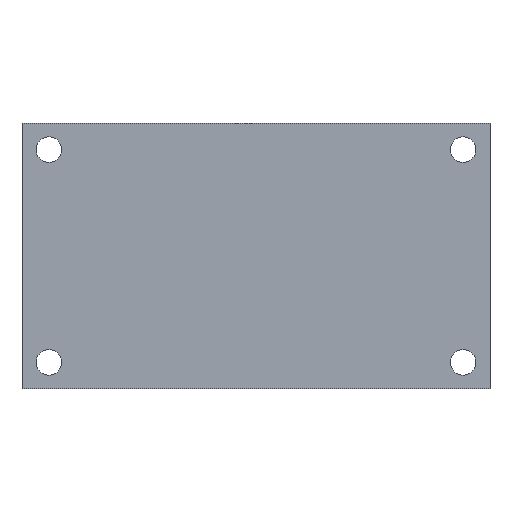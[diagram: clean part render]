
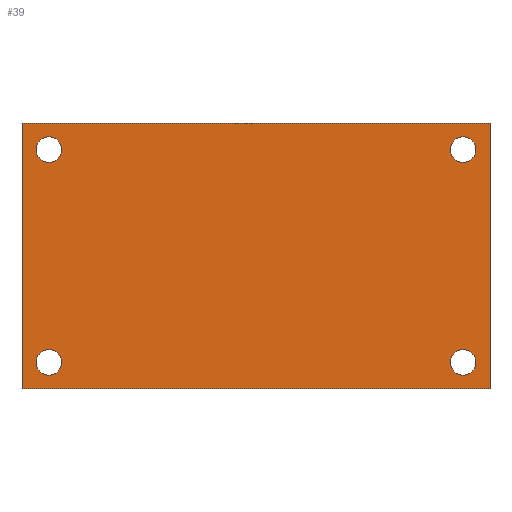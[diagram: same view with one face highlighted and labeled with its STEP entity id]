
A CAD part, front view. The second image highlights one B-rep face of the part: STEP entity #39.
In plain terms, the highlighted planar face has unit normal (0, -1, 0).
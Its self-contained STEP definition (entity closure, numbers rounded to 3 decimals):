
#7 = AXIS2_PLACEMENT_3D ( 'NONE', #674, #524, #171 ) ;
#30 = PLANE ( 'NONE',  #604 ) ;
#32 = DIRECTION ( 'NONE',  ( 0., -1., 0. ) ) ;
#35 = LINE ( 'NONE', #588, #349 ) ;
#39 = ADVANCED_FACE ( 'NONE', ( #83, #79, #203, #319, #479 ), #30, .T. ) ;
#43 = DIRECTION ( 'NONE',  ( 0., 0., -1. ) ) ;
#47 = DIRECTION ( 'NONE',  ( 0., 0., -1. ) ) ;
#50 = CARTESIAN_POINT ( 'NONE',  ( 29.2, -2., -16.8 ) ) ;
#56 = CARTESIAN_POINT ( 'NONE',  ( -29.2, -2., 16.8 ) ) ;
#57 = ORIENTED_EDGE ( 'NONE', *, *, #684, .F. ) ;
#59 = DIRECTION ( 'NONE',  ( -1., 0., 0. ) ) ;
#64 = CARTESIAN_POINT ( 'NONE',  ( 33., -2., 18.75 ) ) ;
#79 = FACE_BOUND ( 'NONE', #686, .T. ) ;
#81 = VERTEX_POINT ( 'NONE', #533 ) ;
#82 = DIRECTION ( 'NONE',  ( 1., 0., 0. ) ) ;
#83 = FACE_BOUND ( 'NONE', #512, .T. ) ;
#94 = CARTESIAN_POINT ( 'NONE',  ( -29.2, -2., 15. ) ) ;
#97 = CARTESIAN_POINT ( 'NONE',  ( -29.2, -2., -13.2 ) ) ;
#103 = DIRECTION ( 'NONE',  ( 0., -1., 0. ) ) ;
#139 = VERTEX_POINT ( 'NONE', #56 ) ;
#152 = VERTEX_POINT ( 'NONE', #269 ) ;
#162 = CARTESIAN_POINT ( 'NONE',  ( -33., -2., 18.75 ) ) ;
#168 = DIRECTION ( 'NONE',  ( 0., -1., 0. ) ) ;
#171 = DIRECTION ( 'NONE',  ( 0., 0., -1. ) ) ;
#173 = EDGE_CURVE ( 'NONE', #152, #139, #474, .T. ) ;
#180 = ORIENTED_EDGE ( 'NONE', *, *, #585, .F. ) ;
#186 = EDGE_CURVE ( 'NONE', #139, #152, #553, .T. ) ;
#198 = DIRECTION ( 'NONE',  ( 0., 0., -1. ) ) ;
#200 = CIRCLE ( 'NONE', #383, 1.8 ) ;
#203 = FACE_BOUND ( 'NONE', #320, .T. ) ;
#207 = EDGE_CURVE ( 'NONE', #650, #470, #507, .T. ) ;
#209 = DIRECTION ( 'NONE',  ( 0., 0., -1. ) ) ;
#214 = CARTESIAN_POINT ( 'NONE',  ( 29.2, -2., 13.2 ) ) ;
#218 = DIRECTION ( 'NONE',  ( 0., -1., 0. ) ) ;
#224 = EDGE_LOOP ( 'NONE', ( #563, #291 ) ) ;
#228 = AXIS2_PLACEMENT_3D ( 'NONE', #94, #330, #43 ) ;
#240 = ORIENTED_EDGE ( 'NONE', *, *, #186, .F. ) ;
#245 = CARTESIAN_POINT ( 'NONE',  ( -29.2, -2., -16.8 ) ) ;
#255 = CARTESIAN_POINT ( 'NONE',  ( 29.2, -2., -15. ) ) ;
#256 = DIRECTION ( 'NONE',  ( 0., -1., 0. ) ) ;
#264 = CARTESIAN_POINT ( 'NONE',  ( -33., -2., -18.75 ) ) ;
#265 = CIRCLE ( 'NONE', #7, 1.8 ) ;
#269 = CARTESIAN_POINT ( 'NONE',  ( -29.2, -2., 13.2 ) ) ;
#272 = DIRECTION ( 'NONE',  ( 0., 0., -1. ) ) ;
#291 = ORIENTED_EDGE ( 'NONE', *, *, #207, .F. ) ;
#293 = AXIS2_PLACEMENT_3D ( 'NONE', #555, #103, #47 ) ;
#300 = CIRCLE ( 'NONE', #647, 1.8 ) ;
#304 = AXIS2_PLACEMENT_3D ( 'NONE', #337, #168, #613 ) ;
#305 = EDGE_CURVE ( 'NONE', #443, #705, #469, .T. ) ;
#319 = FACE_BOUND ( 'NONE', #224, .T. ) ;
#320 = EDGE_LOOP ( 'NONE', ( #556, #702 ) ) ;
#325 = CARTESIAN_POINT ( 'NONE',  ( -29.2, -2., -15. ) ) ;
#330 = DIRECTION ( 'NONE',  ( 0., -1., 0. ) ) ;
#337 = CARTESIAN_POINT ( 'NONE',  ( 29.2, -2., 15. ) ) ;
#340 = DIRECTION ( 'NONE',  ( 0., 0., -1. ) ) ;
#349 = VECTOR ( 'NONE', #363, 1000. ) ;
#350 = CARTESIAN_POINT ( 'NONE',  ( -33., -2., -18.75 ) ) ;
#359 = AXIS2_PLACEMENT_3D ( 'NONE', #365, #32, #198 ) ;
#363 = DIRECTION ( 'NONE',  ( 0., 0., 1. ) ) ;
#365 = CARTESIAN_POINT ( 'NONE',  ( 29.2, -2., -15. ) ) ;
#372 = CARTESIAN_POINT ( 'NONE',  ( 29.2, -2., 16.8 ) ) ;
#381 = ORIENTED_EDGE ( 'NONE', *, *, #305, .F. ) ;
#382 = AXIS2_PLACEMENT_3D ( 'NONE', #255, #582, #643 ) ;
#383 = AXIS2_PLACEMENT_3D ( 'NONE', #325, #218, #209 ) ;
#388 = CARTESIAN_POINT ( 'NONE',  ( 29.2, -2., 15. ) ) ;
#418 = EDGE_CURVE ( 'NONE', #717, #609, #265, .T. ) ;
#420 = CIRCLE ( 'NONE', #359, 1.8 ) ;
#421 = VERTEX_POINT ( 'NONE', #64 ) ;
#443 = VERTEX_POINT ( 'NONE', #646 ) ;
#464 = EDGE_CURVE ( 'NONE', #81, #630, #694, .T. ) ;
#469 = LINE ( 'NONE', #350, #496 ) ;
#470 = VERTEX_POINT ( 'NONE', #372 ) ;
#474 = CIRCLE ( 'NONE', #293, 1.8 ) ;
#478 = VECTOR ( 'NONE', #82, 1000. ) ;
#479 = FACE_OUTER_BOUND ( 'NONE', #614, .T. ) ;
#483 = EDGE_CURVE ( 'NONE', #705, #725, #35, .T. ) ;
#486 = ORIENTED_EDGE ( 'NONE', *, *, #418, .F. ) ;
#496 = VECTOR ( 'NONE', #59, 1000. ) ;
#497 = CARTESIAN_POINT ( 'NONE',  ( 33., -2., 18.75 ) ) ;
#507 = CIRCLE ( 'NONE', #304, 1.8 ) ;
#512 = EDGE_LOOP ( 'NONE', ( #240, #578 ) ) ;
#513 = VECTOR ( 'NONE', #340, 1000. ) ;
#524 = DIRECTION ( 'NONE',  ( 0., -1., 0. ) ) ;
#533 = CARTESIAN_POINT ( 'NONE',  ( 29.2, -2., -13.2 ) ) ;
#541 = DIRECTION ( 'NONE',  ( 0., 0., -1. ) ) ;
#545 = CARTESIAN_POINT ( 'NONE',  ( 0., -2., 0. ) ) ;
#553 = CIRCLE ( 'NONE', #228, 1.8 ) ;
#555 = CARTESIAN_POINT ( 'NONE',  ( -29.2, -2., 15. ) ) ;
#556 = ORIENTED_EDGE ( 'NONE', *, *, #464, .F. ) ;
#557 = LINE ( 'NONE', #497, #513 ) ;
#559 = EDGE_CURVE ( 'NONE', #630, #81, #420, .T. ) ;
#563 = ORIENTED_EDGE ( 'NONE', *, *, #648, .F. ) ;
#567 = ORIENTED_EDGE ( 'NONE', *, *, #483, .F. ) ;
#578 = ORIENTED_EDGE ( 'NONE', *, *, #173, .F. ) ;
#582 = DIRECTION ( 'NONE',  ( 0., -1., 0. ) ) ;
#585 = EDGE_CURVE ( 'NONE', #725, #421, #586, .T. ) ;
#586 = LINE ( 'NONE', #699, #478 ) ;
#588 = CARTESIAN_POINT ( 'NONE',  ( -33., -2., 18.75 ) ) ;
#601 = DIRECTION ( 'NONE',  ( 0., -1., 0. ) ) ;
#604 = AXIS2_PLACEMENT_3D ( 'NONE', #545, #256, #541 ) ;
#609 = VERTEX_POINT ( 'NONE', #245 ) ;
#613 = DIRECTION ( 'NONE',  ( 0., 0., -1. ) ) ;
#614 = EDGE_LOOP ( 'NONE', ( #645, #180, #567, #381 ) ) ;
#629 = EDGE_CURVE ( 'NONE', #421, #443, #557, .T. ) ;
#630 = VERTEX_POINT ( 'NONE', #50 ) ;
#643 = DIRECTION ( 'NONE',  ( 0., 0., -1. ) ) ;
#645 = ORIENTED_EDGE ( 'NONE', *, *, #629, .F. ) ;
#646 = CARTESIAN_POINT ( 'NONE',  ( 33., -2., -18.75 ) ) ;
#647 = AXIS2_PLACEMENT_3D ( 'NONE', #388, #601, #272 ) ;
#648 = EDGE_CURVE ( 'NONE', #470, #650, #300, .T. ) ;
#650 = VERTEX_POINT ( 'NONE', #214 ) ;
#674 = CARTESIAN_POINT ( 'NONE',  ( -29.2, -2., -15. ) ) ;
#684 = EDGE_CURVE ( 'NONE', #609, #717, #200, .T. ) ;
#686 = EDGE_LOOP ( 'NONE', ( #486, #57 ) ) ;
#694 = CIRCLE ( 'NONE', #382, 1.8 ) ;
#699 = CARTESIAN_POINT ( 'NONE',  ( -33., -2., 18.75 ) ) ;
#702 = ORIENTED_EDGE ( 'NONE', *, *, #559, .F. ) ;
#705 = VERTEX_POINT ( 'NONE', #264 ) ;
#717 = VERTEX_POINT ( 'NONE', #97 ) ;
#725 = VERTEX_POINT ( 'NONE', #162 ) ;
